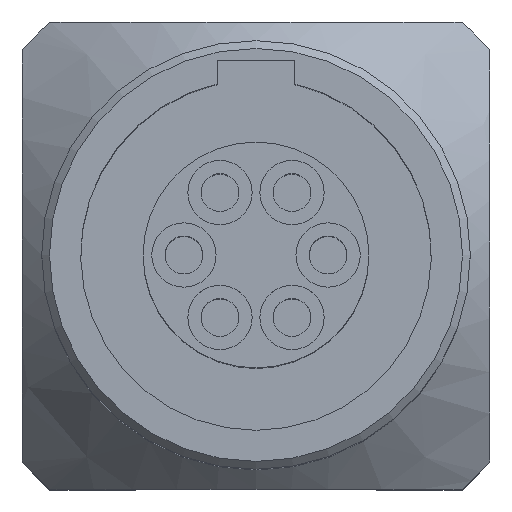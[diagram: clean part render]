
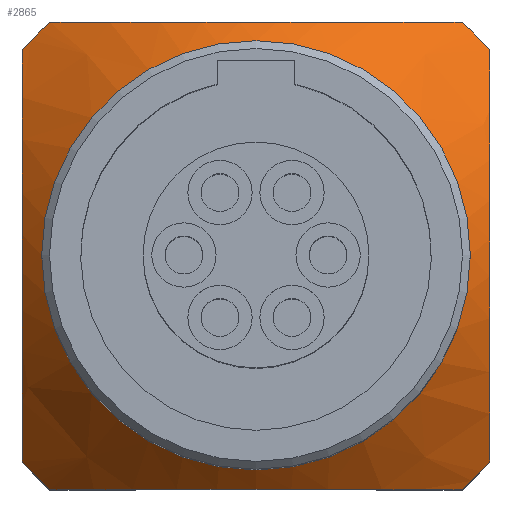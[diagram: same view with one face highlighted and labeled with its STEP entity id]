
A CAD part, top view. The second image highlights one B-rep face of the part: STEP entity #2865.
In plain terms, the highlighted conical face has half-angle 45 degrees and reference radius 6.75 mm.
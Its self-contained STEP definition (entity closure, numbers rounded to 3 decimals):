
#47=(
BOUNDED_CURVE()
B_SPLINE_CURVE(2,(#4681,#4682,#4683),.UNSPECIFIED.,.F.,.F.)
B_SPLINE_CURVE_WITH_KNOTS((3,3),(0.,1.131),
 .UNSPECIFIED.)
CURVE()
GEOMETRIC_REPRESENTATION_ITEM()
RATIONAL_B_SPLINE_CURVE((1.,1.333,1.))
REPRESENTATION_ITEM('')
);
#48=(
BOUNDED_CURVE()
B_SPLINE_CURVE(2,(#4701,#4702,#4703),.UNSPECIFIED.,.F.,.F.)
B_SPLINE_CURVE_WITH_KNOTS((3,3),(-2.492,-0.648),
 .UNSPECIFIED.)
CURVE()
GEOMETRIC_REPRESENTATION_ITEM()
RATIONAL_B_SPLINE_CURVE((1.464,1.952,1.464))
REPRESENTATION_ITEM('')
);
#49=(
BOUNDED_CURVE()
B_SPLINE_CURVE(2,(#4756,#4757,#4758),.UNSPECIFIED.,.F.,.F.)
B_SPLINE_CURVE_WITH_KNOTS((3,3),(1.57,2.492),
 .UNSPECIFIED.)
CURVE()
GEOMETRIC_REPRESENTATION_ITEM()
RATIONAL_B_SPLINE_CURVE((1.708,1.708,1.464))
REPRESENTATION_ITEM('')
);
#50=(
BOUNDED_CURVE()
B_SPLINE_CURVE(2,(#4763,#4764,#4765),.UNSPECIFIED.,.F.,.F.)
B_SPLINE_CURVE_WITH_KNOTS((3,3),(0.648,1.57),
 .UNSPECIFIED.)
CURVE()
GEOMETRIC_REPRESENTATION_ITEM()
RATIONAL_B_SPLINE_CURVE((1.464,1.708,1.708))
REPRESENTATION_ITEM('')
);
#51=(
BOUNDED_CURVE()
B_SPLINE_CURVE(2,(#4769,#4770,#4771),.UNSPECIFIED.,.F.,.F.)
B_SPLINE_CURVE_WITH_KNOTS((3,3),(-2.492,-0.648),
 .UNSPECIFIED.)
CURVE()
GEOMETRIC_REPRESENTATION_ITEM()
RATIONAL_B_SPLINE_CURVE((1.464,1.952,1.464))
REPRESENTATION_ITEM('')
);
#172=CONICAL_SURFACE('',#3119,6.75,0.785);
#357=FACE_OUTER_BOUND('',#541,.T.);
#541=EDGE_LOOP('',(#2144,#2145,#2146,#2147,#2148,#2149,#2150,#2151,#2152,
#2153,#2154,#2155));
#780=LINE('',#4760,#948);
#948=VECTOR('',#3656,6.75);
#1092=CIRCLE('',#3118,8.);
#1093=CIRCLE('',#3120,5.5);
#1094=CIRCLE('',#3121,8.);
#1095=CIRCLE('',#3122,8.);
#1096=CIRCLE('',#3123,8.);
#1303=VERTEX_POINT('',#4678);
#1304=VERTEX_POINT('',#4680);
#1310=VERTEX_POINT('',#4699);
#1311=VERTEX_POINT('',#4700);
#1331=VERTEX_POINT('',#4751);
#1332=VERTEX_POINT('',#4755);
#1333=VERTEX_POINT('',#4759);
#1334=VERTEX_POINT('',#4762);
#1335=VERTEX_POINT('',#4766);
#1336=VERTEX_POINT('',#4768);
#1606=EDGE_CURVE('',#1304,#1303,#47,.T.);
#1615=EDGE_CURVE('',#1310,#1311,#48,.T.);
#1641=EDGE_CURVE('',#1303,#1331,#1092,.T.);
#1642=EDGE_CURVE('',#1331,#1332,#49,.F.);
#1643=EDGE_CURVE('',#1332,#1333,#780,.T.);
#1644=EDGE_CURVE('',#1333,#1333,#1093,.T.);
#1645=EDGE_CURVE('',#1332,#1334,#50,.F.);
#1646=EDGE_CURVE('',#1334,#1335,#1094,.T.);
#1647=EDGE_CURVE('',#1335,#1336,#51,.T.);
#1648=EDGE_CURVE('',#1336,#1310,#1095,.T.);
#1649=EDGE_CURVE('',#1311,#1304,#1096,.T.);
#2144=ORIENTED_EDGE('',*,*,#1642,.T.);
#2145=ORIENTED_EDGE('',*,*,#1643,.T.);
#2146=ORIENTED_EDGE('',*,*,#1644,.F.);
#2147=ORIENTED_EDGE('',*,*,#1643,.F.);
#2148=ORIENTED_EDGE('',*,*,#1645,.T.);
#2149=ORIENTED_EDGE('',*,*,#1646,.T.);
#2150=ORIENTED_EDGE('',*,*,#1647,.T.);
#2151=ORIENTED_EDGE('',*,*,#1648,.T.);
#2152=ORIENTED_EDGE('',*,*,#1615,.T.);
#2153=ORIENTED_EDGE('',*,*,#1649,.T.);
#2154=ORIENTED_EDGE('',*,*,#1606,.T.);
#2155=ORIENTED_EDGE('',*,*,#1641,.T.);
#2865=ADVANCED_FACE('',(#357),#172,.T.);
#3118=AXIS2_PLACEMENT_3D('',#4753,#3652,#3653);
#3119=AXIS2_PLACEMENT_3D('',#4754,#3654,#3655);
#3120=AXIS2_PLACEMENT_3D('',#4761,#3657,#3658);
#3121=AXIS2_PLACEMENT_3D('',#4767,#3659,#3660);
#3122=AXIS2_PLACEMENT_3D('',#4772,#3661,#3662);
#3123=AXIS2_PLACEMENT_3D('',#4773,#3663,#3664);
#3652=DIRECTION('center_axis',(0.,0.,1.));
#3653=DIRECTION('ref_axis',(0.,1.,0.));
#3654=DIRECTION('center_axis',(0.,0.,-1.));
#3655=DIRECTION('ref_axis',(0.,1.,0.));
#3656=DIRECTION('',(0.,0.707,0.707));
#3657=DIRECTION('center_axis',(0.,0.,1.));
#3658=DIRECTION('ref_axis',(0.,1.,0.));
#3659=DIRECTION('center_axis',(0.,0.,1.));
#3660=DIRECTION('ref_axis',(0.,1.,0.));
#3661=DIRECTION('center_axis',(0.,0.,1.));
#3662=DIRECTION('ref_axis',(0.,1.,0.));
#3663=DIRECTION('center_axis',(0.,0.,1.));
#3664=DIRECTION('ref_axis',(0.,1.,0.));
#4678=CARTESIAN_POINT('',(-6.,-5.292,5.5));
#4680=CARTESIAN_POINT('',(-6.,5.292,5.5));
#4681=CARTESIAN_POINT('Ctrl Pts',(-6.,5.292,5.5));
#4682=CARTESIAN_POINT('Ctrl Pts',(-6.,0.,9.));
#4683=CARTESIAN_POINT('Ctrl Pts',(-6.,-5.292,5.5));
#4699=CARTESIAN_POINT('',(5.292,6.,5.5));
#4700=CARTESIAN_POINT('',(-5.292,6.,5.5));
#4701=CARTESIAN_POINT('Ctrl Pts',(5.292,6.,5.5));
#4702=CARTESIAN_POINT('Ctrl Pts',(0.,6.,
9.));
#4703=CARTESIAN_POINT('Ctrl Pts',(-5.292,6.,5.5));
#4751=CARTESIAN_POINT('',(-5.292,-6.,5.5));
#4753=CARTESIAN_POINT('Origin',(0.,0.,
5.5));
#4754=CARTESIAN_POINT('Origin',(0.,0.,
6.75));
#4755=CARTESIAN_POINT('',(0.,-6.,7.5));
#4756=CARTESIAN_POINT('Ctrl Pts',(0.,-6.,
7.5));
#4757=CARTESIAN_POINT('Ctrl Pts',(-2.268,-6.,7.5));
#4758=CARTESIAN_POINT('Ctrl Pts',(-5.292,-6.,5.5));
#4759=CARTESIAN_POINT('',(0.,-5.5,8.));
#4760=CARTESIAN_POINT('',(0.,-6.75,6.75));
#4761=CARTESIAN_POINT('Origin',(0.,0.,
8.));
#4762=CARTESIAN_POINT('',(5.292,-6.,5.5));
#4763=CARTESIAN_POINT('Ctrl Pts',(5.292,-6.,5.5));
#4764=CARTESIAN_POINT('Ctrl Pts',(2.268,-6.,7.5));
#4765=CARTESIAN_POINT('Ctrl Pts',(0.,-6.,
7.5));
#4766=CARTESIAN_POINT('',(6.,-5.292,5.5));
#4767=CARTESIAN_POINT('Origin',(0.,0.,
5.5));
#4768=CARTESIAN_POINT('',(6.,5.292,5.5));
#4769=CARTESIAN_POINT('Ctrl Pts',(6.,-5.292,5.5));
#4770=CARTESIAN_POINT('Ctrl Pts',(6.,0.,
9.));
#4771=CARTESIAN_POINT('Ctrl Pts',(6.,5.292,5.5));
#4772=CARTESIAN_POINT('Origin',(0.,0.,
5.5));
#4773=CARTESIAN_POINT('Origin',(0.,0.,
5.5));
